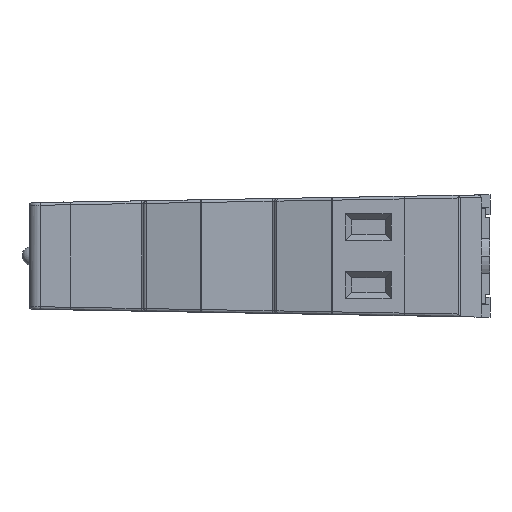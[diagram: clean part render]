
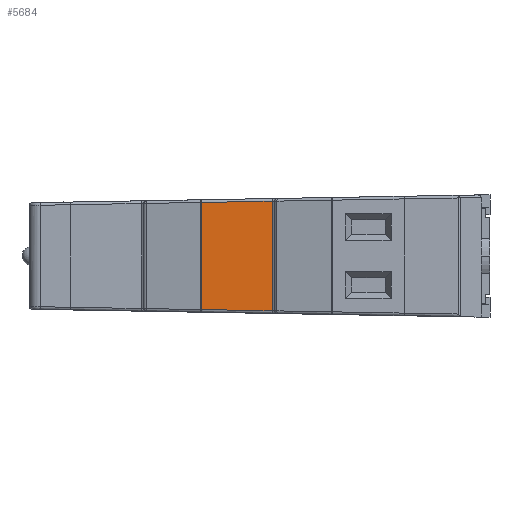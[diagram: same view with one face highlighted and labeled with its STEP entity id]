
A CAD part, left-side view. The second image highlights one B-rep face of the part: STEP entity #5684.
In plain terms, the highlighted planar face has unit normal (-1, 0, 0).
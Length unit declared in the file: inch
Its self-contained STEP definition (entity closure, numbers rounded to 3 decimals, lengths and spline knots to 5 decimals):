
#3255 = VECTOR ( 'NONE', #50763, 39.37008 ) ;
#4609 = AXIS2_PLACEMENT_3D ( 'NONE', #5526, #33198, #9514 ) ;
#5526 = CARTESIAN_POINT ( 'NONE',  ( -1.32, 2.10421, -1.2875 ) ) ;
#5684 = ADVANCED_FACE ( 'NONE', ( #31920 ), #37050, .F. ) ;
#9514 = DIRECTION ( 'NONE',  ( 0., 0., -1. ) ) ;
#12878 = ORIENTED_EDGE ( 'NONE', *, *, #33621, .T. ) ;
#13612 = CARTESIAN_POINT ( 'NONE',  ( -1.32, 1.61369, -0.31431 ) ) ;
#14470 = VERTEX_POINT ( 'NONE', #45510 ) ;
#15447 = LINE ( 'NONE', #13612, #44556 ) ;
#15575 = CARTESIAN_POINT ( 'NONE',  ( -1.32, 2.13175, 0.29029 ) ) ;
#15838 = DIRECTION ( 'NONE',  ( 0., -1., -0.017 ) ) ;
#15965 = VECTOR ( 'NONE', #15838, 39.37008 ) ;
#16728 = CARTESIAN_POINT ( 'NONE',  ( -1.32, 1.218, -0.30624 ) ) ;
#17102 = CARTESIAN_POINT ( 'NONE',  ( -1.32, 1.61369, -0.29933 ) ) ;
#17755 = ORIENTED_EDGE ( 'NONE', *, *, #47574, .T. ) ;
#25195 = ORIENTED_EDGE ( 'NONE', *, *, #38999, .T. ) ;
#26893 = EDGE_LOOP ( 'NONE', ( #12878, #45568, #17755, #25195 ) ) ;
#28581 = LINE ( 'NONE', #29748, #39101 ) ;
#29748 = CARTESIAN_POINT ( 'NONE',  ( -1.32, 1.218, 0.3215 ) ) ;
#30363 = EDGE_CURVE ( 'NONE', #38907, #50005, #28581, .T. ) ;
#31576 = CARTESIAN_POINT ( 'NONE',  ( -1.32, 2.08682, -0.29107 ) ) ;
#31920 = FACE_OUTER_BOUND ( 'NONE', #26893, .T. ) ;
#33198 = DIRECTION ( 'NONE',  ( 1., 0., 0. ) ) ;
#33582 = LINE ( 'NONE', #15575, #3255 ) ;
#33621 = EDGE_CURVE ( 'NONE', #41267, #38907, #46300, .T. ) ;
#37050 = PLANE ( 'NONE',  #4609 ) ;
#38907 = VERTEX_POINT ( 'NONE', #16728 ) ;
#38999 = EDGE_CURVE ( 'NONE', #14470, #41267, #15447, .T. ) ;
#39101 = VECTOR ( 'NONE', #41896, 39.37008 ) ;
#41267 = VERTEX_POINT ( 'NONE', #17102 ) ;
#41469 = CARTESIAN_POINT ( 'NONE',  ( -1.32, 1.218, 0.30624 ) ) ;
#41896 = DIRECTION ( 'NONE',  ( 0., 0., 1. ) ) ;
#44556 = VECTOR ( 'NONE', #45268, 39.37008 ) ;
#45268 = DIRECTION ( 'NONE',  ( 0., 0., -1. ) ) ;
#45510 = CARTESIAN_POINT ( 'NONE',  ( -1.32, 1.61369, 0.29933 ) ) ;
#45568 = ORIENTED_EDGE ( 'NONE', *, *, #30363, .T. ) ;
#46300 = LINE ( 'NONE', #31576, #15965 ) ;
#47574 = EDGE_CURVE ( 'NONE', #50005, #14470, #33582, .T. ) ;
#50005 = VERTEX_POINT ( 'NONE', #41469 ) ;
#50763 = DIRECTION ( 'NONE',  ( 0., 1., -0.017 ) ) ;
